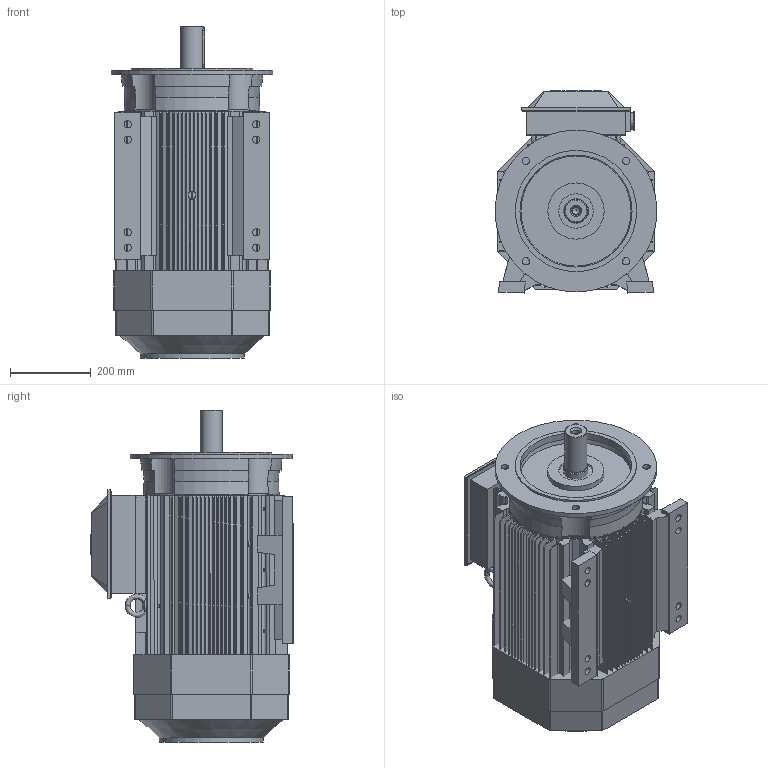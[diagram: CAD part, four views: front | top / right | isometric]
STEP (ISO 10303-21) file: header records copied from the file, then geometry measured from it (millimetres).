
FILE_DESCRIPTION((''),'2;1');
FILE_NAME('3GZV100086-19.stp','2015-07-02T11:24:27',('sejotaa1'),(''),'Autodesk Inventor 2011','Autodesk Inventor 2011','');
FILE_SCHEMA(('AUTOMOTIVE_DESIGN { 1 0 10303 214 1 1 1 1 }'));
Length unit declared in the file: millimetre
Products named in the file (1): 3GZV100086-19
Bounding box: 400 x 499.5 x 820.74 mm (x, y, z)
Volume: 100106062.9 mm3; surface area: 7730145.9 mm2
Topology: 20 solids, 144 shells, 2118 faces, 5666 edges, 3748 vertices
Faces by surface type: plane 1114, cylinder 848, cone 90, bspline 42, torus 24
Full cylindrical faces by diameter (mm): 3.3 x8, 5.5 x8, 6.6 x2, 8.4 x2, 10.106 x12, 11 x2, 12 x4, 16 x4, 17.294 x2, 18 x16, 19 x8, 20 x2, 20.127 x4, 21 x2, 30 x4, 34 x2, 40 x6, 44.942 x2, 47 x4, 49 x2, 49.4 x2, 50 x2, 54.4 x2, 55 x2, 59 x4, 59.4 x2, 60 x2, 70 x2, 71 x2, 85 x2
Entity records: 74719 total; most frequent: CARTESIAN_POINT 19461, DIRECTION 11092, ORIENTED_EDGE 10484, EDGE_CURVE 5410, AXIS2_PLACEMENT_3D 4061, VERTEX_POINT 3710, VECTOR 2970, LINE 2970
